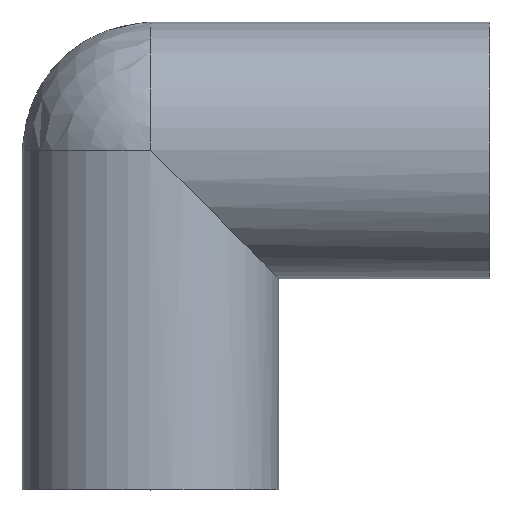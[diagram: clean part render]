
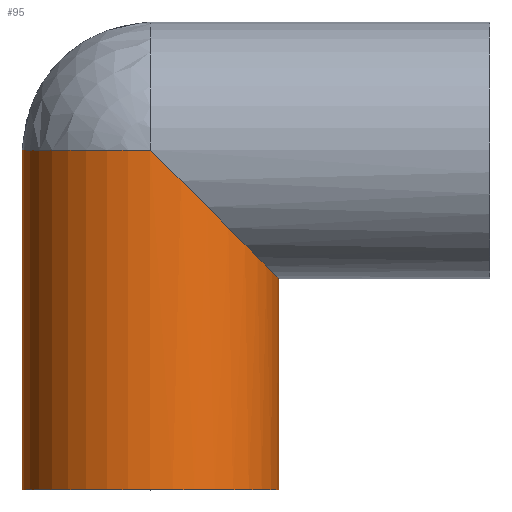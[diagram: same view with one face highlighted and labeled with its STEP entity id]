
A CAD part, top view. The second image highlights one B-rep face of the part: STEP entity #95.
In plain terms, the highlighted cylindrical face has radius 55 mm (diameter 110 mm), a partial arc.
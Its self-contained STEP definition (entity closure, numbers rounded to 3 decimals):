
#95 = ADVANCED_FACE( '', ( #230 ), #231, .T. );
#107 = VERTEX_POINT( '', #244 );
#111 = EDGE_CURVE( '', #145, #137, #248, .T. );
#129 = EDGE_CURVE( '', #151, #107, #268, .T. );
#137 = VERTEX_POINT( '', #277 );
#145 = VERTEX_POINT( '', #286 );
#151 = VERTEX_POINT( '', #293 );
#163 = VERTEX_POINT( '', #308 );
#171 = EDGE_CURVE( '', #163, #137, #316, .T. );
#181 = EDGE_CURVE( '', #163, #107, #326, .T. );
#183 = EDGE_CURVE( '', #151, #145, #328, .T. );
#230 = FACE_OUTER_BOUND( '', #370, .T. );
#231 = CYLINDRICAL_SURFACE( '', #371, 55. );
#244 = CARTESIAN_POINT( '', ( -55., 0., 0. ) );
#248 = ELLIPSE( '', #397, 77.782, 55. );
#268 = LINE( '', #421, #422 );
#277 = CARTESIAN_POINT( '', ( 55., 90.5, 0. ) );
#286 = CARTESIAN_POINT( '', ( 0., 145.5, 55. ) );
#293 = CARTESIAN_POINT( '', ( -55., 145.5, 0. ) );
#308 = CARTESIAN_POINT( '', ( 55., 0., 0. ) );
#316 = LINE( '', #478, #479 );
#326 = CIRCLE( '', #492, 55. );
#328 = CIRCLE( '', #495, 55. );
#370 = EDGE_LOOP( '', ( #537, #538, #539, #540, #541 ) );
#371 = AXIS2_PLACEMENT_3D( '', #542, #543, #544 );
#397 = AXIS2_PLACEMENT_3D( '', #563, #564, #565 );
#421 = CARTESIAN_POINT( '', ( -55., 72.75, 0. ) );
#422 = VECTOR( '', #592, 1. );
#478 = CARTESIAN_POINT( '', ( 55., 72.75, 0. ) );
#479 = VECTOR( '', #652, 1. );
#492 = AXIS2_PLACEMENT_3D( '', #659, #660, #661 );
#495 = AXIS2_PLACEMENT_3D( '', #662, #663, #664 );
#537 = ORIENTED_EDGE( '', *, *, #129, .T. );
#538 = ORIENTED_EDGE( '', *, *, #181, .F. );
#539 = ORIENTED_EDGE( '', *, *, #171, .T. );
#540 = ORIENTED_EDGE( '', *, *, #111, .F. );
#541 = ORIENTED_EDGE( '', *, *, #183, .F. );
#542 = CARTESIAN_POINT( '', ( 0., 72.75, 0. ) );
#543 = DIRECTION( '', ( 0., 1., 0. ) );
#544 = DIRECTION( '', ( -1., 0., 0. ) );
#563 = CARTESIAN_POINT( '', ( 0., 145.5, 0. ) );
#564 = DIRECTION( '', ( 0.707, 0.707, 0. ) );
#565 = DIRECTION( '', ( -0.707, 0.707, 0. ) );
#592 = DIRECTION( '', ( 0., -1., 0. ) );
#652 = DIRECTION( '', ( 0., 1., 0. ) );
#659 = CARTESIAN_POINT( '', ( 0., 0., 0. ) );
#660 = DIRECTION( '', ( 0., -1., 0. ) );
#661 = DIRECTION( '', ( -1., 0., 0. ) );
#662 = CARTESIAN_POINT( '', ( 0., 145.5, 0. ) );
#663 = DIRECTION( '', ( 0., 1., 0. ) );
#664 = DIRECTION( '', ( 0., 0., -1. ) );
